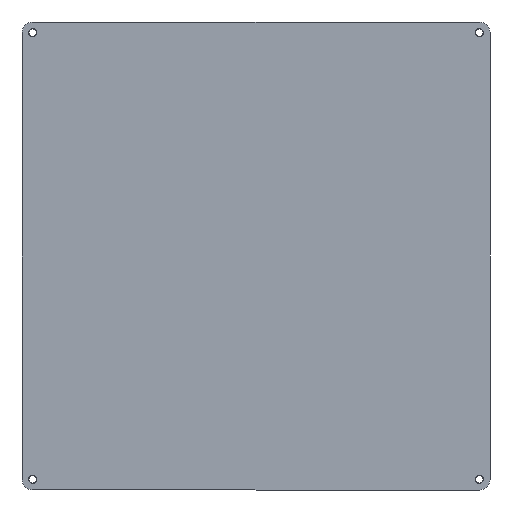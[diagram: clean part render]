
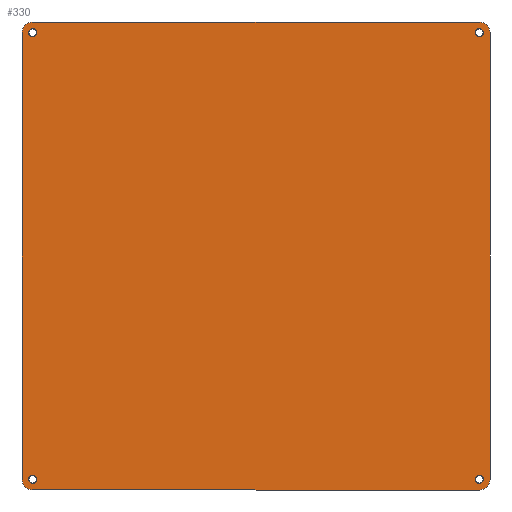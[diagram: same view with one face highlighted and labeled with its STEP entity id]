
A CAD part, front view. The second image highlights one B-rep face of the part: STEP entity #330.
In plain terms, the highlighted planar face has unit normal (0, -1, 0).
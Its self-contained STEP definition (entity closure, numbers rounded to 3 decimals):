
#19=FACE_BOUND('',#77,.T.);
#20=FACE_BOUND('',#78,.T.);
#21=FACE_BOUND('',#79,.T.);
#22=FACE_BOUND('',#80,.T.);
#28=PLANE('',#382);
#54=FACE_OUTER_BOUND('',#76,.T.);
#76=EDGE_LOOP('',(#297,#298,#299,#300,#301,#302,#303,#304));
#77=EDGE_LOOP('',(#305));
#78=EDGE_LOOP('',(#306));
#79=EDGE_LOOP('',(#307));
#80=EDGE_LOOP('',(#308));
#89=LINE('',#529,#113);
#94=LINE('',#543,#118);
#98=LINE('',#555,#122);
#102=LINE('',#567,#126);
#113=VECTOR('',#435,10.);
#118=VECTOR('',#448,10.);
#122=VECTOR('',#460,10.);
#126=VECTOR('',#472,10.);
#129=CIRCLE('',#346,1.925);
#132=CIRCLE('',#351,1.925);
#135=CIRCLE('',#356,1.925);
#138=CIRCLE('',#361,1.925);
#141=CIRCLE('',#367,5.);
#143=CIRCLE('',#371,5.);
#145=CIRCLE('',#375,5.);
#147=CIRCLE('',#379,5.);
#149=VERTEX_POINT('',#487);
#152=VERTEX_POINT('',#497);
#155=VERTEX_POINT('',#507);
#158=VERTEX_POINT('',#517);
#161=VERTEX_POINT('',#527);
#162=VERTEX_POINT('',#528);
#165=VERTEX_POINT('',#536);
#167=VERTEX_POINT('',#542);
#169=VERTEX_POINT('',#548);
#171=VERTEX_POINT('',#554);
#173=VERTEX_POINT('',#560);
#175=VERTEX_POINT('',#566);
#177=EDGE_CURVE('',#149,#149,#129,.T.);
#182=EDGE_CURVE('',#152,#152,#132,.T.);
#187=EDGE_CURVE('',#155,#155,#135,.T.);
#192=EDGE_CURVE('',#158,#158,#138,.T.);
#197=EDGE_CURVE('',#161,#162,#89,.T.);
#201=EDGE_CURVE('',#165,#162,#141,.T.);
#204=EDGE_CURVE('',#165,#167,#94,.T.);
#207=EDGE_CURVE('',#169,#167,#143,.T.);
#210=EDGE_CURVE('',#169,#171,#98,.T.);
#213=EDGE_CURVE('',#173,#171,#145,.T.);
#216=EDGE_CURVE('',#173,#175,#102,.T.);
#219=EDGE_CURVE('',#161,#175,#147,.T.);
#297=ORIENTED_EDGE('',*,*,#219,.F.);
#298=ORIENTED_EDGE('',*,*,#197,.T.);
#299=ORIENTED_EDGE('',*,*,#201,.F.);
#300=ORIENTED_EDGE('',*,*,#204,.T.);
#301=ORIENTED_EDGE('',*,*,#207,.F.);
#302=ORIENTED_EDGE('',*,*,#210,.T.);
#303=ORIENTED_EDGE('',*,*,#213,.F.);
#304=ORIENTED_EDGE('',*,*,#216,.T.);
#305=ORIENTED_EDGE('',*,*,#177,.T.);
#306=ORIENTED_EDGE('',*,*,#182,.T.);
#307=ORIENTED_EDGE('',*,*,#187,.T.);
#308=ORIENTED_EDGE('',*,*,#192,.T.);
#330=ADVANCED_FACE('',(#54,#19,#20,#21,#22),#28,.F.);
#346=AXIS2_PLACEMENT_3D('',#488,#387,#388);
#351=AXIS2_PLACEMENT_3D('',#498,#399,#400);
#356=AXIS2_PLACEMENT_3D('',#508,#411,#412);
#361=AXIS2_PLACEMENT_3D('',#518,#423,#424);
#367=AXIS2_PLACEMENT_3D('',#537,#441,#442);
#371=AXIS2_PLACEMENT_3D('',#549,#453,#454);
#375=AXIS2_PLACEMENT_3D('',#561,#465,#466);
#379=AXIS2_PLACEMENT_3D('',#572,#477,#478);
#382=AXIS2_PLACEMENT_3D('',#575,#483,#484);
#387=DIRECTION('center_axis',(0.,1.,0.));
#388=DIRECTION('ref_axis',(0.,0.,-1.));
#399=DIRECTION('center_axis',(0.,1.,0.));
#400=DIRECTION('ref_axis',(0.,0.,-1.));
#411=DIRECTION('center_axis',(0.,1.,0.));
#412=DIRECTION('ref_axis',(0.,0.,-1.));
#423=DIRECTION('center_axis',(0.,1.,0.));
#424=DIRECTION('ref_axis',(0.,0.,-1.));
#435=DIRECTION('',(1.,0.,0.));
#441=DIRECTION('center_axis',(0.,1.,0.));
#442=DIRECTION('ref_axis',(1.,0.,0.));
#448=DIRECTION('',(0.,0.,1.));
#453=DIRECTION('center_axis',(0.,1.,0.));
#454=DIRECTION('ref_axis',(0.,0.,1.));
#460=DIRECTION('',(-1.,0.,0.));
#465=DIRECTION('center_axis',(0.,1.,0.));
#466=DIRECTION('ref_axis',(-1.,0.,0.));
#472=DIRECTION('',(0.,0.,-1.));
#477=DIRECTION('center_axis',(0.,1.,0.));
#478=DIRECTION('ref_axis',(0.,0.,-1.));
#483=DIRECTION('center_axis',(0.,1.,0.));
#484=DIRECTION('ref_axis',(1.,0.,0.));
#487=CARTESIAN_POINT('',(215.,0.,6.925));
#488=CARTESIAN_POINT('Origin',(215.,0.,5.));
#497=CARTESIAN_POINT('',(5.,0.,216.925));
#498=CARTESIAN_POINT('Origin',(5.,0.,215.));
#507=CARTESIAN_POINT('',(5.,0.,6.925));
#508=CARTESIAN_POINT('Origin',(5.,0.,5.));
#517=CARTESIAN_POINT('',(215.,0.,216.925));
#518=CARTESIAN_POINT('Origin',(215.,0.,215.));
#527=CARTESIAN_POINT('',(5.,0.,0.));
#528=CARTESIAN_POINT('',(215.,0.,0.));
#529=CARTESIAN_POINT('',(5.,0.,0.));
#536=CARTESIAN_POINT('',(220.,0.,5.));
#537=CARTESIAN_POINT('Origin',(215.,0.,5.));
#542=CARTESIAN_POINT('',(220.,0.,215.));
#543=CARTESIAN_POINT('',(220.,0.,5.));
#548=CARTESIAN_POINT('',(215.,0.,220.));
#549=CARTESIAN_POINT('Origin',(215.,0.,215.));
#554=CARTESIAN_POINT('',(5.,0.,220.));
#555=CARTESIAN_POINT('',(215.,0.,220.));
#560=CARTESIAN_POINT('',(0.,0.,215.));
#561=CARTESIAN_POINT('Origin',(5.,0.,215.));
#566=CARTESIAN_POINT('',(0.,0.,5.));
#567=CARTESIAN_POINT('',(0.,0.,215.));
#572=CARTESIAN_POINT('Origin',(5.,0.,5.));
#575=CARTESIAN_POINT('Origin',(110.,0.,110.));
